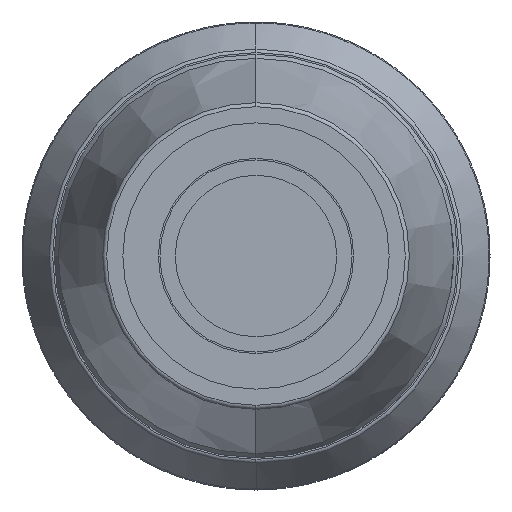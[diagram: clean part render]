
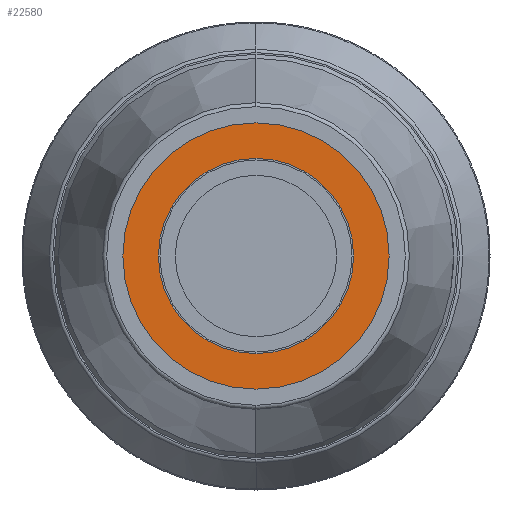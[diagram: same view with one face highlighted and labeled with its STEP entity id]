
A CAD part, left-side view. The second image highlights one B-rep face of the part: STEP entity #22580.
In plain terms, the highlighted planar face has unit normal (-1, 0, 0).
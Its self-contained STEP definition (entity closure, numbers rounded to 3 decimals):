
#715 = CARTESIAN_POINT ( 'NONE',  ( -143.19, 0., 0. ) ) ;
#1770 = CARTESIAN_POINT ( 'NONE',  ( -143.19, 0., 0. ) ) ;
#2316 = EDGE_CURVE ( 'Defeature ausgef�hrt1_669+Defeature ausgef�hrt1_2+Defeature ausgef�hrt1_2+Defeature ausgef�hrt1_2', #21006, #14581, #31021, .T. ) ;
#4857 = AXIS2_PLACEMENT_3D ( 'NONE', #715, #27774, #5772 ) ;
#4921 = EDGE_CURVE ( 'Defeature ausgef�hrt1_669+Defeature ausgef�hrt1_668+Defeature ausgef�hrt1_668+Defeature ausgef�hrt1_668', #13016, #22156, #13286, .T. ) ;
#5304 = EDGE_CURVE ( 'Defeature ausgef�hrt1_669+Defeature ausgef�hrt1_668+Defeature ausgef�hrt1_668+Defeature ausgef�hrt1_668', #22156, #13016, #22014, .T. ) ;
#5745 = CIRCLE ( 'NONE', #6573, 12.1 ) ;
#5772 = DIRECTION ( 'NONE',  ( 0., 0., 1. ) ) ;
#5861 = CARTESIAN_POINT ( 'NONE',  ( -143.19, 0., 12.1 ) ) ;
#5975 = DIRECTION ( 'NONE',  ( 0., 0., 1. ) ) ;
#6573 = AXIS2_PLACEMENT_3D ( 'NONE', #1770, #25288, #26031 ) ;
#8223 = ORIENTED_EDGE ( 'NONE', *, *, #4921, .T. ) ;
#8668 = PLANE ( 'NONE',  #11199 ) ;
#8761 = CARTESIAN_POINT ( 'NONE',  ( -143.19, 12.7, 0. ) ) ;
#9894 = DIRECTION ( 'NONE',  ( 0., 0., 1. ) ) ;
#11199 = AXIS2_PLACEMENT_3D ( 'NONE', #8761, #28184, #30665 ) ;
#12099 = FACE_OUTER_BOUND ( 'NONE', #21548, .T. ) ;
#12217 = CARTESIAN_POINT ( 'NONE',  ( -143.19, 0., -16.5 ) ) ;
#13016 = VERTEX_POINT ( 'NONE', #20642 ) ;
#13286 = CIRCLE ( 'NONE', #22841, 16.5 ) ;
#14581 = VERTEX_POINT ( 'NONE', #5861 ) ;
#16632 = FACE_BOUND ( 'NONE', #24399, .T. ) ;
#17187 = ORIENTED_EDGE ( 'NONE', *, *, #27791, .T. ) ;
#19751 = DIRECTION ( 'NONE',  ( 1., 0., 0. ) ) ;
#20642 = CARTESIAN_POINT ( 'NONE',  ( -143.19, 0., 16.5 ) ) ;
#21006 = VERTEX_POINT ( 'NONE', #26284 ) ;
#21197 = ORIENTED_EDGE ( 'NONE', *, *, #2316, .T. ) ;
#21548 = EDGE_LOOP ( 'NONE', ( #8223, #22572 ) ) ;
#21556 = AXIS2_PLACEMENT_3D ( 'NONE', #22625, #19751, #5975 ) ;
#22014 = CIRCLE ( 'NONE', #4857, 16.5 ) ;
#22156 = VERTEX_POINT ( 'NONE', #12217 ) ;
#22572 = ORIENTED_EDGE ( 'NONE', *, *, #5304, .T. ) ;
#22580 = ADVANCED_FACE ( 'Defeature ausgef�hrt1_669', ( #16632, #12099 ), #8668, .F. ) ;
#22625 = CARTESIAN_POINT ( 'NONE',  ( -143.19, 0., 0. ) ) ;
#22841 = AXIS2_PLACEMENT_3D ( 'NONE', #24384, #26853, #9894 ) ;
#24384 = CARTESIAN_POINT ( 'NONE',  ( -143.19, 0., 0. ) ) ;
#24399 = EDGE_LOOP ( 'NONE', ( #17187, #21197 ) ) ;
#25288 = DIRECTION ( 'NONE',  ( 1., 0., 0. ) ) ;
#26031 = DIRECTION ( 'NONE',  ( 0., 0., 1. ) ) ;
#26284 = CARTESIAN_POINT ( 'NONE',  ( -143.19, 0., -12.1 ) ) ;
#26853 = DIRECTION ( 'NONE',  ( -1., 0., 0. ) ) ;
#27774 = DIRECTION ( 'NONE',  ( -1., 0., 0. ) ) ;
#27791 = EDGE_CURVE ( 'Defeature ausgef�hrt1_669+Defeature ausgef�hrt1_2+Defeature ausgef�hrt1_2+Defeature ausgef�hrt1_2', #14581, #21006, #5745, .T. ) ;
#28184 = DIRECTION ( 'NONE',  ( 1., 0., 0. ) ) ;
#30665 = DIRECTION ( 'NONE',  ( 0., 0., -1. ) ) ;
#31021 = CIRCLE ( 'NONE', #21556, 12.1 ) ;
